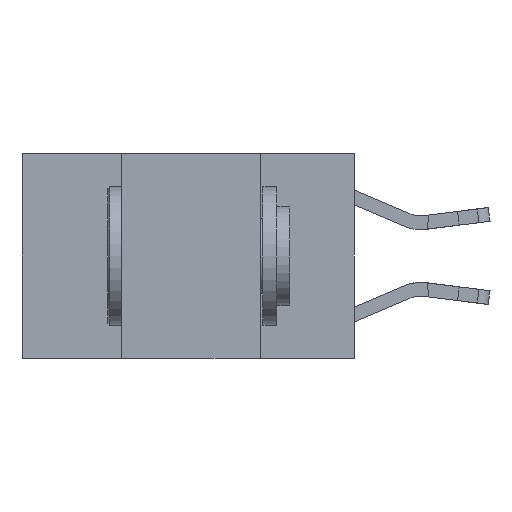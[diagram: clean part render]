
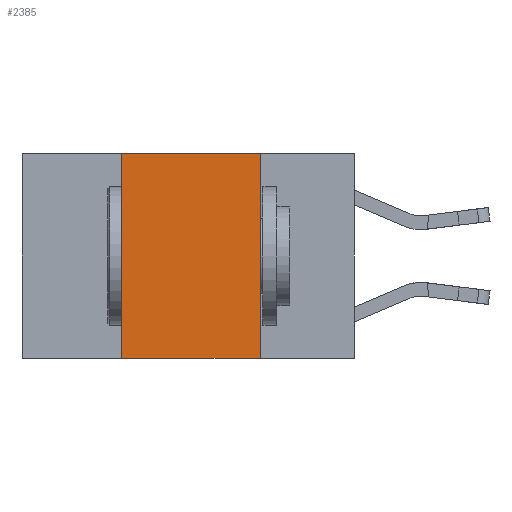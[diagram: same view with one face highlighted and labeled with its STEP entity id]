
A CAD part, left-side view. The second image highlights one B-rep face of the part: STEP entity #2385.
In plain terms, the highlighted planar face has unit normal (-1, 0, 0).
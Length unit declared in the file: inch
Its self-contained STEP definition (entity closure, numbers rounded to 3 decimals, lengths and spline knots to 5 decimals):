
#255 = CARTESIAN_POINT ( 'NONE',  ( 0., 0.6, 0. ) ) ;
#289 = CARTESIAN_POINT ( 'NONE',  ( 0., 0.6, -0.37 ) ) ;
#313 = CARTESIAN_POINT ( 'NONE',  ( 0., 0.42, -0.37 ) ) ;
#2385 = ADVANCED_FACE ( 'NONE', ( #12045 ), #20221, .F. ) ;
#3977 = LINE ( 'NONE', #20474, #24174 ) ;
#4371 = VERTEX_POINT ( 'NONE', #25317 ) ;
#5744 = DIRECTION ( 'NONE',  ( 0., 0., 1. ) ) ;
#5887 = LINE ( 'NONE', #19947, #18211 ) ;
#6408 = DIRECTION ( 'NONE',  ( 0., -1., 0. ) ) ;
#6452 = LINE ( 'NONE', #289, #9627 ) ;
#9415 = ORIENTED_EDGE ( 'NONE', *, *, #12186, .F. ) ;
#9627 = VECTOR ( 'NONE', #18512, 39.37008 ) ;
#9709 = EDGE_CURVE ( 'NONE', #15251, #16805, #5887, .T. ) ;
#9992 = ORIENTED_EDGE ( 'NONE', *, *, #11283, .T. ) ;
#11283 = EDGE_CURVE ( 'NONE', #15251, #22930, #6452, .T. ) ;
#12045 = FACE_OUTER_BOUND ( 'NONE', #14451, .T. ) ;
#12186 = EDGE_CURVE ( 'NONE', #16805, #4371, #3977, .T. ) ;
#13403 = CARTESIAN_POINT ( 'NONE',  ( 0., 0.17, -0.37 ) ) ;
#13405 = CARTESIAN_POINT ( 'NONE',  ( 0., 0.42, 0. ) ) ;
#13668 = DIRECTION ( 'NONE',  ( 0., 0., -1. ) ) ;
#14451 = EDGE_LOOP ( 'NONE', ( #19168, #9415, #15191, #9992 ) ) ;
#15191 = ORIENTED_EDGE ( 'NONE', *, *, #9709, .F. ) ;
#15251 = VERTEX_POINT ( 'NONE', #313 ) ;
#15583 = AXIS2_PLACEMENT_3D ( 'NONE', #255, #18221, #24845 ) ;
#15587 = EDGE_CURVE ( 'NONE', #4371, #22930, #21841, .T. ) ;
#15973 = CARTESIAN_POINT ( 'NONE',  ( 0., 0.17, 0. ) ) ;
#16805 = VERTEX_POINT ( 'NONE', #13405 ) ;
#18211 = VECTOR ( 'NONE', #5744, 39.37008 ) ;
#18221 = DIRECTION ( 'NONE',  ( 1., 0., 0. ) ) ;
#18512 = DIRECTION ( 'NONE',  ( 0., -1., 0. ) ) ;
#19168 = ORIENTED_EDGE ( 'NONE', *, *, #15587, .F. ) ;
#19947 = CARTESIAN_POINT ( 'NONE',  ( 0., 0.42, 0. ) ) ;
#20221 = PLANE ( 'NONE',  #15583 ) ;
#20474 = CARTESIAN_POINT ( 'NONE',  ( 0., 0.6, 0. ) ) ;
#21841 = LINE ( 'NONE', #15973, #25902 ) ;
#22930 = VERTEX_POINT ( 'NONE', #13403 ) ;
#24174 = VECTOR ( 'NONE', #6408, 39.37008 ) ;
#24845 = DIRECTION ( 'NONE',  ( 0., 0., -1. ) ) ;
#25317 = CARTESIAN_POINT ( 'NONE',  ( 0., 0.17, 0. ) ) ;
#25902 = VECTOR ( 'NONE', #13668, 39.37008 ) ;
